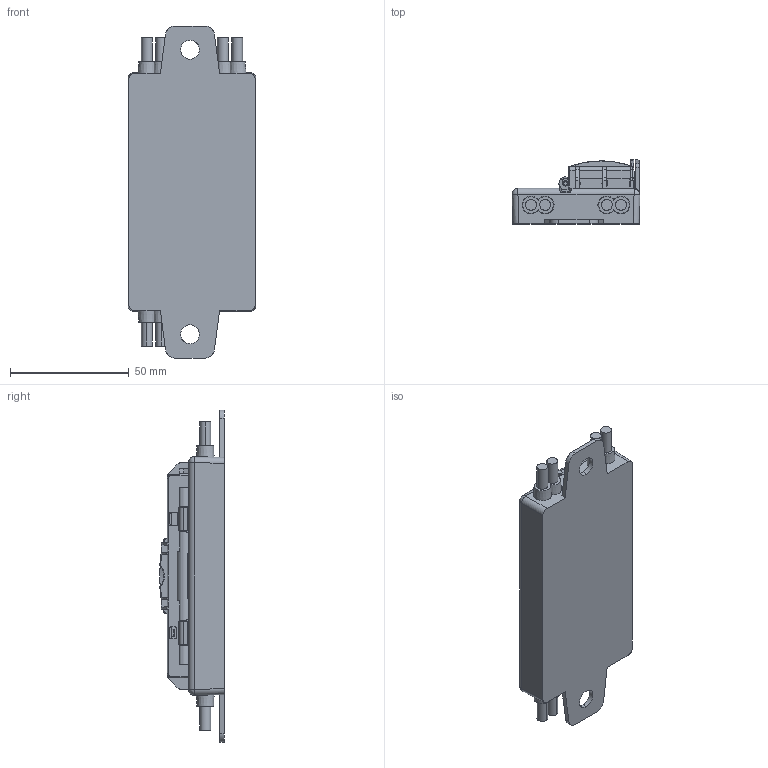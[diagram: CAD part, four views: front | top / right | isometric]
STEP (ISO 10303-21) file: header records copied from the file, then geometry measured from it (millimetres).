
FILE_DESCRIPTION((''),'2;1');
FILE_NAME('DM_CAD-2064_SW0002','2015-01-19T',('Creinig-se'),(''),'PRO/ENGINEER BY PARAMETRIC TECHNOLOGY CORPORATION, 2013050','PRO/ENGINEER BY PARAMETRIC TECHNOLOGY CORPORATION, 2013050','');
FILE_SCHEMA(('CONFIG_CONTROL_DESIGN'));
Length unit declared in the file: millimetre
Products named in the file (1): DM_CAD-2064_SW0002
Bounding box: 53.95 x 27.15 x 140 mm (x, y, z)
Volume: 99311.6 mm3; surface area: 31147 mm2
Topology: 1 solids, 1 shells, 779 faces, 2124 edges, 1345 vertices
Faces by surface type: plane 454, cylinder 200, torus 60, cone 46, sphere 11, bspline 8
Entity records: 32509 total; most frequent: CARTESIAN_POINT 7618, ORIENTED_EDGE 4228, DIRECTION 3706, EDGE_CURVE 2114, VECTOR 1366, LINE 1366, VERTEX_POINT 1345, AXIS2_PLACEMENT_3D 1170
